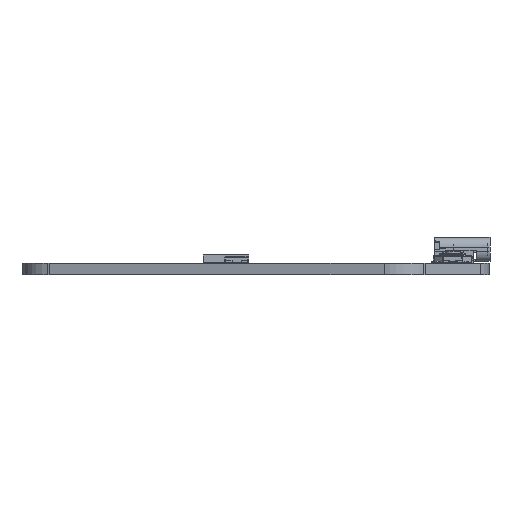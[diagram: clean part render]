
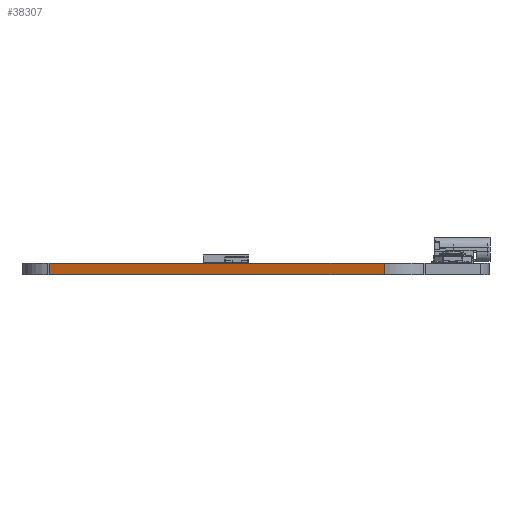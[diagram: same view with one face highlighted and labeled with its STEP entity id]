
A CAD part, left-side view. The second image highlights one B-rep face of the part: STEP entity #38307.
In plain terms, the highlighted planar face has unit normal (-0.954, 0.299, 0).
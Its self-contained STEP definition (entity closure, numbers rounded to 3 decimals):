
#36451 = VERTEX_POINT('',#36452);
#36452 = CARTESIAN_POINT('',(118.464,-64.284,0.));
#36458 = EDGE_CURVE('',#36459,#36451,#36461,.T.);
#36459 = VERTEX_POINT('',#36460);
#36460 = CARTESIAN_POINT('',(104.593,-108.559,0.));
#36461 = LINE('',#36462,#36463);
#36462 = CARTESIAN_POINT('',(104.593,-108.559,0.));
#36463 = VECTOR('',#36464,1.);
#36464 = DIRECTION('',(0.299,0.954,0.));
#37224 = VERTEX_POINT('',#37225);
#37225 = CARTESIAN_POINT('',(118.464,-64.284,1.51));
#37231 = EDGE_CURVE('',#37232,#37224,#37234,.T.);
#37232 = VERTEX_POINT('',#37233);
#37233 = CARTESIAN_POINT('',(104.593,-108.559,1.51));
#37234 = LINE('',#37235,#37236);
#37235 = CARTESIAN_POINT('',(104.593,-108.559,1.51));
#37236 = VECTOR('',#37237,1.);
#37237 = DIRECTION('',(0.299,0.954,0.));
#38277 = EDGE_CURVE('',#36451,#37224,#38278,.T.);
#38278 = LINE('',#38279,#38280);
#38279 = CARTESIAN_POINT('',(118.464,-64.284,0.));
#38280 = VECTOR('',#38281,1.);
#38281 = DIRECTION('',(0.,0.,1.));
#38307 = ADVANCED_FACE('',(#38308),#38319,.T.);
#38308 = FACE_BOUND('',#38309,.T.);
#38309 = EDGE_LOOP('',(#38310,#38316,#38317,#38318));
#38310 = ORIENTED_EDGE('',*,*,#38311,.T.);
#38311 = EDGE_CURVE('',#36459,#37232,#38312,.T.);
#38312 = LINE('',#38313,#38314);
#38313 = CARTESIAN_POINT('',(104.593,-108.559,0.));
#38314 = VECTOR('',#38315,1.);
#38315 = DIRECTION('',(0.,0.,1.));
#38316 = ORIENTED_EDGE('',*,*,#37231,.T.);
#38317 = ORIENTED_EDGE('',*,*,#38277,.F.);
#38318 = ORIENTED_EDGE('',*,*,#36458,.F.);
#38319 = PLANE('',#38320);
#38320 = AXIS2_PLACEMENT_3D('',#38321,#38322,#38323);
#38321 = CARTESIAN_POINT('',(104.593,-108.559,0.));
#38322 = DIRECTION('',(-0.954,0.299,0.));
#38323 = DIRECTION('',(0.299,0.954,0.));
